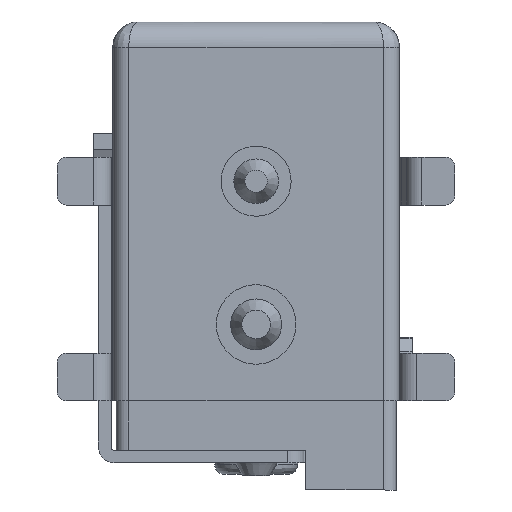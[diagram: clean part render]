
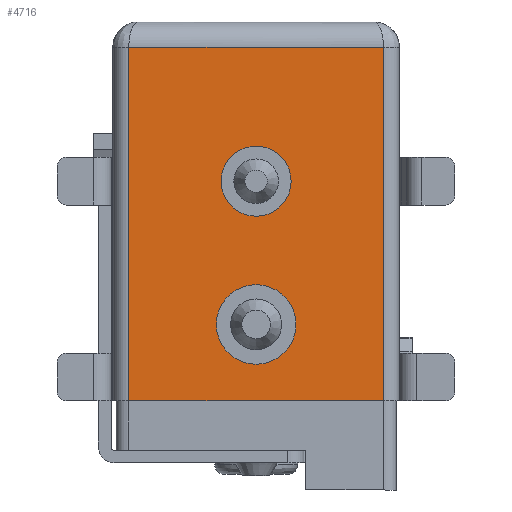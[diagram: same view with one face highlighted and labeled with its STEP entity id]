
A CAD part, front view. The second image highlights one B-rep face of the part: STEP entity #4716.
In plain terms, the highlighted planar face has unit normal (0, -1, 0).
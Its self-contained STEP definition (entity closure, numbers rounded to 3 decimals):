
#135=CIRCLE('',#5112,1.25);
#136=CIRCLE('',#5113,1.1);
#607=ORIENTED_EDGE('',*,*,#1907,.F.);
#608=ORIENTED_EDGE('',*,*,#1908,.T.);
#609=ORIENTED_EDGE('',*,*,#1909,.T.);
#610=ORIENTED_EDGE('',*,*,#1772,.T.);
#611=ORIENTED_EDGE('',*,*,#1910,.T.);
#612=ORIENTED_EDGE('',*,*,#1849,.T.);
#1772=EDGE_CURVE('',#2449,#2448,#2893,.T.);
#1849=EDGE_CURVE('',#2513,#2514,#2961,.T.);
#1907=EDGE_CURVE('',#2546,#2546,#135,.T.);
#1908=EDGE_CURVE('',#2547,#2547,#136,.T.);
#1909=EDGE_CURVE('',#2514,#2449,#3011,.T.);
#1910=EDGE_CURVE('',#2448,#2513,#3012,.T.);
#2448=VERTEX_POINT('',#6894);
#2449=VERTEX_POINT('',#6896);
#2513=VERTEX_POINT('',#7051);
#2514=VERTEX_POINT('',#7052);
#2546=VERTEX_POINT('',#7238);
#2547=VERTEX_POINT('',#7240);
#2893=LINE('',#6895,#3379);
#2961=LINE('',#7050,#3447);
#3011=LINE('',#7241,#3497);
#3012=LINE('',#7242,#3498);
#3379=VECTOR('',#5536,1000.);
#3447=VECTOR('',#5650,1000.);
#3497=VECTOR('',#5750,1000.);
#3498=VECTOR('',#5751,1000.);
#3873=EDGE_LOOP('',(#607));
#3874=EDGE_LOOP('',(#608));
#3875=EDGE_LOOP('',(#609,#610,#611,#612));
#4207=FACE_BOUND('',#3873,.T.);
#4208=FACE_BOUND('',#3874,.T.);
#4209=FACE_BOUND('',#3875,.T.);
#4529=PLANE('',#5111);
#4716=ADVANCED_FACE('',(#4207,#4208,#4209),#4529,.T.);
#5111=AXIS2_PLACEMENT_3D('',#7236,#5744,#5745);
#5112=AXIS2_PLACEMENT_3D('',#7237,#5746,#5747);
#5113=AXIS2_PLACEMENT_3D('',#7239,#5748,#5749);
#5536=DIRECTION('',(1.,0.,0.));
#5650=DIRECTION('',(-1.,0.,0.));
#5744=DIRECTION('',(0.,-1.,0.));
#5745=DIRECTION('',(0.,0.,-1.));
#5746=DIRECTION('',(0.,-1.,0.));
#5747=DIRECTION('',(0.,0.,-1.));
#5748=DIRECTION('',(0.,1.,0.));
#5749=DIRECTION('',(0.,0.,-1.));
#5750=DIRECTION('',(0.,0.,-1.));
#5751=DIRECTION('',(0.,0.,1.));
#6894=CARTESIAN_POINT('',(4.,-6.5,-11.9));
#6895=CARTESIAN_POINT('',(-4.,-6.5,-11.9));
#6896=CARTESIAN_POINT('',(-4.,-6.5,-11.9));
#7050=CARTESIAN_POINT('',(0.,-6.5,-0.8));
#7051=CARTESIAN_POINT('',(4.,-6.5,-0.8));
#7052=CARTESIAN_POINT('',(-4.,-6.5,-0.8));
#7236=CARTESIAN_POINT('',(-4.,-6.5,-11.9));
#7237=CARTESIAN_POINT('',(0.,-6.5,-9.5));
#7238=CARTESIAN_POINT('',(0.,-6.5,-10.75));
#7239=CARTESIAN_POINT('',(0.,-6.5,-5.));
#7240=CARTESIAN_POINT('',(0.,-6.5,-6.1));
#7241=CARTESIAN_POINT('',(-4.,-6.5,-6.35));
#7242=CARTESIAN_POINT('',(4.,-6.5,-6.35));
